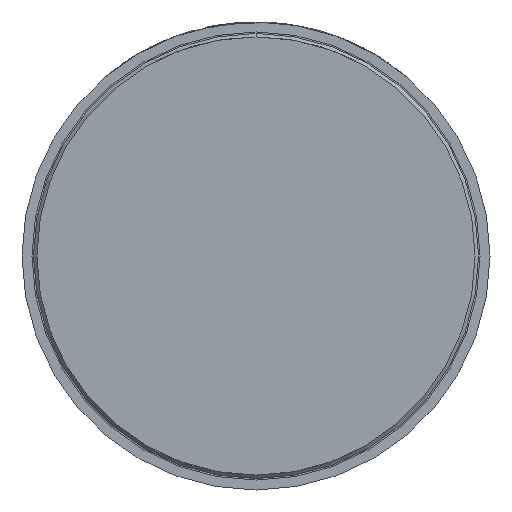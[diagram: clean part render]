
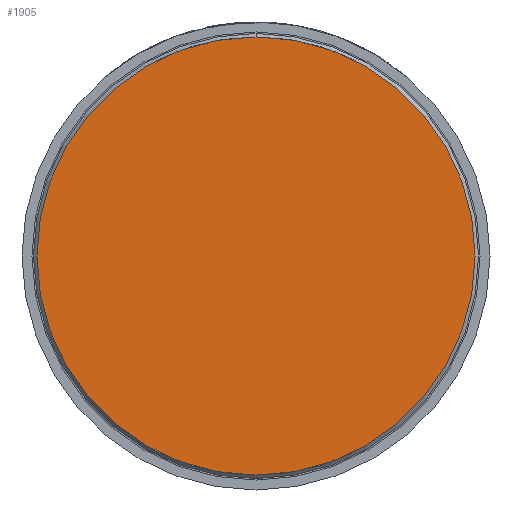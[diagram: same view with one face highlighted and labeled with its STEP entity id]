
A CAD part, front view. The second image highlights one B-rep face of the part: STEP entity #1905.
In plain terms, the highlighted planar face has unit normal (0, -1, 0).
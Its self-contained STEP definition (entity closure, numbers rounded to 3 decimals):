
#75 = ORIENTED_EDGE ( 'NONE', *, *, #2307, .T. ) ;
#146 = CIRCLE ( 'NONE', #727, 2.2 ) ;
#318 = DIRECTION ( 'NONE',  ( -1., 0., 0. ) ) ;
#627 = CARTESIAN_POINT ( 'NONE',  ( -2.2, 0., 0. ) ) ;
#727 = AXIS2_PLACEMENT_3D ( 'NONE', #2281, #3571, #3203 ) ;
#1093 = CARTESIAN_POINT ( 'NONE',  ( 0., 0., 0. ) ) ;
#1348 = EDGE_CURVE ( 'Defeature ausgef�hrt1_8+Defeature ausgef�hrt1_15+Defeature ausgef�hrt1_15+Defeature ausgef�hrt1_15', #2394, #4046, #146, .T. ) ;
#1411 = DIRECTION ( 'NONE',  ( 0., -1., 0. ) ) ;
#1466 = CARTESIAN_POINT ( 'NONE',  ( 2.2, 0., 0. ) ) ;
#1721 = FACE_OUTER_BOUND ( 'NONE', #2534, .T. ) ;
#1868 = CARTESIAN_POINT ( 'NONE',  ( 0., 0., 1.9 ) ) ;
#1905 = ADVANCED_FACE ( 'Defeature ausgef�hrt1_8', ( #1721 ), #2526, .F. ) ;
#2219 = DIRECTION ( 'NONE',  ( 0., 1., 0. ) ) ;
#2281 = CARTESIAN_POINT ( 'NONE',  ( 0., 0., 0. ) ) ;
#2307 = EDGE_CURVE ( 'Defeature ausgef�hrt1_8+Defeature ausgef�hrt1_15+Defeature ausgef�hrt1_15+Defeature ausgef�hrt1_15', #4046, #2394, #3227, .T. ) ;
#2375 = AXIS2_PLACEMENT_3D ( 'NONE', #1868, #2219, #318 ) ;
#2394 = VERTEX_POINT ( 'NONE', #1466 ) ;
#2526 = PLANE ( 'NONE',  #2375 ) ;
#2534 = EDGE_LOOP ( 'NONE', ( #4043, #75 ) ) ;
#2969 = AXIS2_PLACEMENT_3D ( 'NONE', #1093, #1411, #3009 ) ;
#3009 = DIRECTION ( 'NONE',  ( 1., 0., 0. ) ) ;
#3203 = DIRECTION ( 'NONE',  ( 1., 0., 0. ) ) ;
#3227 = CIRCLE ( 'NONE', #2969, 2.2 ) ;
#3571 = DIRECTION ( 'NONE',  ( 0., -1., 0. ) ) ;
#4043 = ORIENTED_EDGE ( 'NONE', *, *, #1348, .T. ) ;
#4046 = VERTEX_POINT ( 'NONE', #627 ) ;
